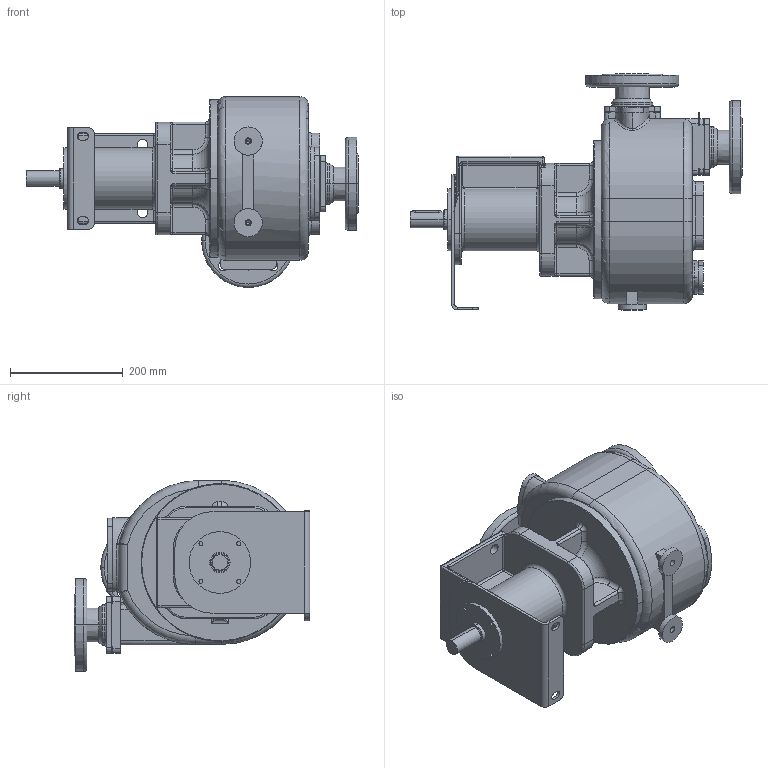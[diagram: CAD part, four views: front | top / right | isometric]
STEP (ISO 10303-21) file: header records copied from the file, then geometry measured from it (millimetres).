
FILE_DESCRIPTION((''),'2;1');
FILE_NAME('S_66_K_B_F','2021-05-11T14:04:41',('nicola'),(''),'CREO PARAMETRIC BY PTC INC, 2020342','CREO PARAMETRIC BY PTC INC, 2020342','');
FILE_SCHEMA(('CONFIG_CONTROL_DESIGN'));
Length unit declared in the file: millimetre
Products named in the file (1): S_66_K_B_F
Bounding box: 589.5 x 419 x 339 mm (x, y, z)
Volume: 19228109.6 mm3; surface area: 995721.5 mm2
Topology: 1 solids, 2 shells, 755 faces, 1793 edges, 1096 vertices
Faces by surface type: cylinder 348, plane 213, torus 95, bspline 67, cone 20, sphere 8, extrusion 4
Entity records: 29900 total; most frequent: CARTESIAN_POINT 12235, DIRECTION 3917, ORIENTED_EDGE 3564, EDGE_CURVE 1782, AXIS2_PLACEMENT_3D 1621, VERTEX_POINT 1096, CIRCLE 933, EDGE_LOOP 864
